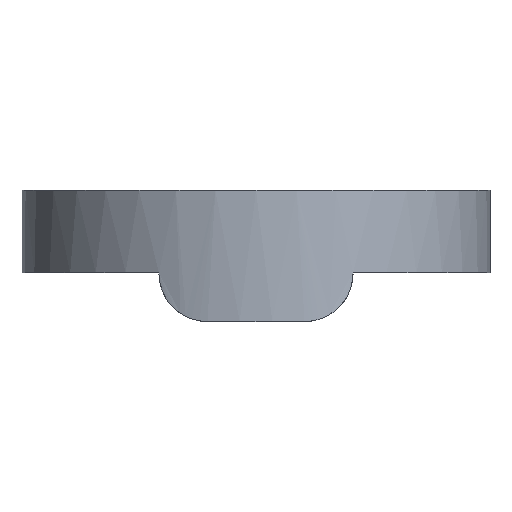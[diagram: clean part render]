
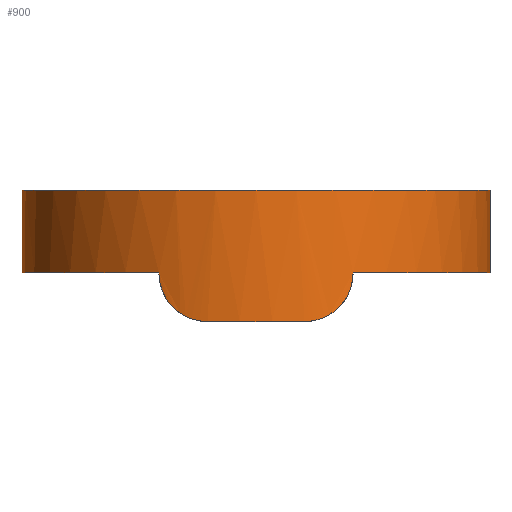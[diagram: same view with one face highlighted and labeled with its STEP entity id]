
A CAD part, left-side view. The second image highlights one B-rep face of the part: STEP entity #900.
In plain terms, the highlighted cylindrical face has radius 19.283 mm (diameter 38.566 mm), a partial arc.
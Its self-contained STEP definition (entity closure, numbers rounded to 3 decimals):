
#40=CYLINDRICAL_SURFACE('',#969,19.283);
#93=LINE('',#2121,#147);
#94=LINE('',#2124,#148);
#147=VECTOR('',#1118,10.);
#148=VECTOR('',#1121,10.);
#168=CIRCLE('',#940,19.283);
#172=CIRCLE('',#949,19.283);
#181=CIRCLE('',#967,19.283);
#183=CIRCLE('',#970,19.283);
#223=FACE_OUTER_BOUND('',#270,.T.);
#270=EDGE_LOOP('',(#744,#745,#746,#747,#748,#749,#750,#751));
#332=B_SPLINE_CURVE_WITH_KNOTS('',3,(#2091,#2092,#2093,#2094,#2095,#2096,
#2097,#2098,#2099,#2100),.UNSPECIFIED.,.F.,.F.,(4,2,2,2,4),(1.224,
1.377,1.53,1.686,1.842),
 .UNSPECIFIED.);
#334=B_SPLINE_CURVE_WITH_KNOTS('',3,(#2125,#2126,#2127,#2128,#2129,#2130,
#2131,#2132,#2133,#2134),.UNSPECIFIED.,.F.,.F.,(4,2,2,2,4),(0.606,
0.763,0.921,1.072,1.224),
 .UNSPECIFIED.);
#374=VERTEX_POINT('',#1583);
#375=VERTEX_POINT('',#1585);
#392=VERTEX_POINT('',#1795);
#393=VERTEX_POINT('',#1797);
#420=VERTEX_POINT('',#2090);
#422=VERTEX_POINT('',#2114);
#424=VERTEX_POINT('',#2120);
#425=VERTEX_POINT('',#2122);
#477=EDGE_CURVE('',#374,#375,#168,.T.);
#503=EDGE_CURVE('',#392,#393,#172,.T.);
#544=EDGE_CURVE('',#375,#420,#332,.T.);
#547=EDGE_CURVE('',#420,#422,#181,.T.);
#550=EDGE_CURVE('',#424,#374,#93,.T.);
#551=EDGE_CURVE('',#425,#424,#183,.T.);
#552=EDGE_CURVE('',#425,#393,#94,.T.);
#553=EDGE_CURVE('',#422,#392,#334,.T.);
#744=ORIENTED_EDGE('',*,*,#544,.F.);
#745=ORIENTED_EDGE('',*,*,#477,.F.);
#746=ORIENTED_EDGE('',*,*,#550,.F.);
#747=ORIENTED_EDGE('',*,*,#551,.F.);
#748=ORIENTED_EDGE('',*,*,#552,.T.);
#749=ORIENTED_EDGE('',*,*,#503,.F.);
#750=ORIENTED_EDGE('',*,*,#553,.F.);
#751=ORIENTED_EDGE('',*,*,#547,.F.);
#900=ADVANCED_FACE('',(#223),#40,.T.);
#940=AXIS2_PLACEMENT_3D('',#1586,#1028,#1029);
#949=AXIS2_PLACEMENT_3D('',#1798,#1056,#1057);
#967=AXIS2_PLACEMENT_3D('',#2115,#1111,#1112);
#969=AXIS2_PLACEMENT_3D('',#2119,#1116,#1117);
#970=AXIS2_PLACEMENT_3D('',#2123,#1119,#1120);
#1028=DIRECTION('center_axis',(0.,0.,-1.));
#1029=DIRECTION('ref_axis',(0.,1.,0.));
#1056=DIRECTION('center_axis',(0.,0.,-1.));
#1057=DIRECTION('ref_axis',(0.,1.,0.));
#1111=DIRECTION('center_axis',(0.,0.,-1.));
#1112=DIRECTION('ref_axis',(0.,-1.,0.));
#1116=DIRECTION('center_axis',(0.,0.,-1.));
#1117=DIRECTION('ref_axis',(0.,1.,0.));
#1118=DIRECTION('',(0.,0.,-1.));
#1119=DIRECTION('center_axis',(0.,0.,1.));
#1120=DIRECTION('ref_axis',(0.,1.,0.));
#1121=DIRECTION('',(0.,0.,-1.));
#1583=CARTESIAN_POINT('',(-5.717,-19.283,11.953));
#1585=CARTESIAN_POINT('',(-23.262,-8.,11.953));
#1586=CARTESIAN_POINT('Origin',(-5.717,0.,11.953));
#1795=CARTESIAN_POINT('',(-23.262,8.,11.953));
#1797=CARTESIAN_POINT('',(-5.717,19.283,11.953));
#1798=CARTESIAN_POINT('Origin',(-5.717,0.,11.953));
#2090=CARTESIAN_POINT('',(-24.581,-4.,7.953));
#2091=CARTESIAN_POINT('Ctrl Pts',(-23.262,-8.,11.953));
#2092=CARTESIAN_POINT('Ctrl Pts',(-23.262,-8.,11.442));
#2093=CARTESIAN_POINT('Ctrl Pts',(-23.311,-7.896,10.902));
#2094=CARTESIAN_POINT('Ctrl Pts',(-23.49,-7.485,9.918));
#2095=CARTESIAN_POINT('Ctrl Pts',(-23.618,-7.177,9.474));
#2096=CARTESIAN_POINT('Ctrl Pts',(-23.885,-6.474,8.77));
#2097=CARTESIAN_POINT('Ctrl Pts',(-24.041,-6.027,8.464));
#2098=CARTESIAN_POINT('Ctrl Pts',(-24.336,-5.044,8.055));
#2099=CARTESIAN_POINT('Ctrl Pts',(-24.473,-4.508,7.953));
#2100=CARTESIAN_POINT('Ctrl Pts',(-24.581,-4.,7.953));
#2114=CARTESIAN_POINT('',(-24.581,4.,7.953));
#2115=CARTESIAN_POINT('Origin',(-5.717,0.,
7.953));
#2119=CARTESIAN_POINT('Origin',(-5.717,0.,18.753));
#2120=CARTESIAN_POINT('',(-5.717,-19.283,18.753));
#2121=CARTESIAN_POINT('',(-5.717,-19.283,18.753));
#2122=CARTESIAN_POINT('',(-5.717,19.283,18.753));
#2123=CARTESIAN_POINT('Origin',(-5.717,0.,18.753));
#2124=CARTESIAN_POINT('',(-5.717,19.283,18.753));
#2125=CARTESIAN_POINT('Ctrl Pts',(-24.581,4.,7.953));
#2126=CARTESIAN_POINT('Ctrl Pts',(-24.472,4.514,7.953));
#2127=CARTESIAN_POINT('Ctrl Pts',(-24.333,5.056,8.058));
#2128=CARTESIAN_POINT('Ctrl Pts',(-24.034,6.048,8.475));
#2129=CARTESIAN_POINT('Ctrl Pts',(-23.876,6.498,8.788));
#2130=CARTESIAN_POINT('Ctrl Pts',(-23.611,7.195,9.498));
#2131=CARTESIAN_POINT('Ctrl Pts',(-23.485,7.496,9.939));
#2132=CARTESIAN_POINT('Ctrl Pts',(-23.309,7.899,10.914));
#2133=CARTESIAN_POINT('Ctrl Pts',(-23.262,8.,11.448));
#2134=CARTESIAN_POINT('Ctrl Pts',(-23.262,8.,11.953));
